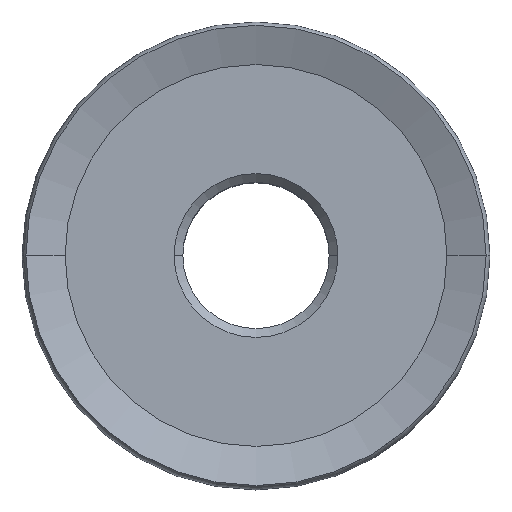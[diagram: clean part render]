
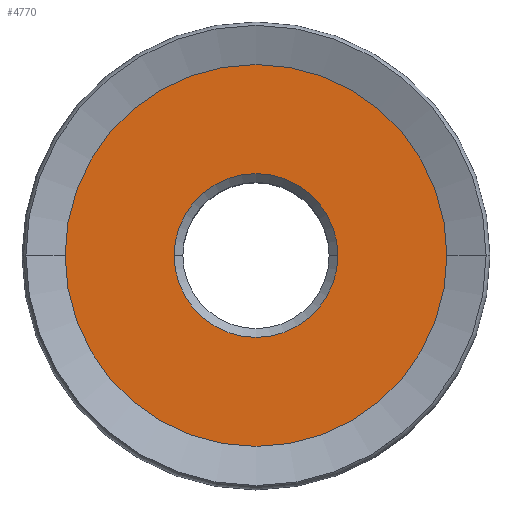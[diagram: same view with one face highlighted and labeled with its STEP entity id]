
A CAD part, top view. The second image highlights one B-rep face of the part: STEP entity #4770.
In plain terms, the highlighted planar face has unit normal (0, 0, 1).
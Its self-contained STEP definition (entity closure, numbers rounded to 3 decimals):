
#695 = ORIENTED_EDGE ( 'NONE', *, *, #1235, .T. ) ;
#696 = ORIENTED_EDGE ( 'NONE', *, *, #5056, .T. ) ;
#697 = ORIENTED_EDGE ( 'NONE', *, *, #5057, .T. ) ;
#698 = ORIENTED_EDGE ( 'NONE', *, *, #1232, .T. ) ;
#969 = EDGE_LOOP ( 'NONE', ( #697, #698 ) ) ;
#979 = EDGE_LOOP ( 'NONE', ( #695, #696 ) ) ;
#1232 = EDGE_CURVE ( 'NONE', #5822, #5818, #7119, .T. ) ;
#1235 = EDGE_CURVE ( 'NONE', #5817, #5821, #7122, .T. ) ;
#3332 = AXIS2_PLACEMENT_3D ( 'NONE', #3575, #3573, #3579 ) ;
#3348 = AXIS2_PLACEMENT_3D ( 'NONE', #3736, #3737, #3738 ) ;
#3349 = AXIS2_PLACEMENT_3D ( 'NONE', #3740, #3741, #3742 ) ;
#3573 = DIRECTION ( 'NONE',  ( 0., 0., -1. ) ) ;
#3575 = CARTESIAN_POINT ( 'NONE',  ( 0., 5., 5.05 ) ) ;
#3577 = PLANE ( 'NONE',  #3332 ) ;
#3579 = DIRECTION ( 'NONE',  ( -1., 0., 0. ) ) ;
#3736 = CARTESIAN_POINT ( 'NONE',  ( 0., 0., 5.05 ) ) ;
#3737 = DIRECTION ( 'NONE',  ( 0., 0., -1. ) ) ;
#3738 = DIRECTION ( 'NONE',  ( -1., 0., 0. ) ) ;
#3740 = CARTESIAN_POINT ( 'NONE',  ( 0., 0., 5.05 ) ) ;
#3741 = DIRECTION ( 'NONE',  ( 0., 0., 1. ) ) ;
#3742 = DIRECTION ( 'NONE',  ( 1., 0., 0. ) ) ;
#4304 = CARTESIAN_POINT ( 'NONE',  ( 6.528, 0., 5.05 ) ) ;
#4307 = CARTESIAN_POINT ( 'NONE',  ( 2.8, 0., 5.05 ) ) ;
#4309 = CARTESIAN_POINT ( 'NONE',  ( -2.8, 0., 5.05 ) ) ;
#4310 = CARTESIAN_POINT ( 'NONE',  ( -6.528, 0., 5.05 ) ) ;
#4770 = ADVANCED_FACE ( 'NONE', ( #7379, #7384 ), #3577, .F. ) ;
#5056 = EDGE_CURVE ( 'NONE', #5821, #5817, #7397, .T. ) ;
#5057 = EDGE_CURVE ( 'NONE', #5818, #5822, #7401, .T. ) ;
#5817 = VERTEX_POINT ( 'NONE', #4307 ) ;
#5818 = VERTEX_POINT ( 'NONE', #4304 ) ;
#5821 = VERTEX_POINT ( 'NONE', #4309 ) ;
#5822 = VERTEX_POINT ( 'NONE', #4310 ) ;
#6726 = AXIS2_PLACEMENT_3D ( 'NONE', #7713, #7714, #7715 ) ;
#6729 = AXIS2_PLACEMENT_3D ( 'NONE', #7725, #7726, #7727 ) ;
#7119 = CIRCLE ( 'NONE', #6726, 6.528 ) ;
#7122 = CIRCLE ( 'NONE', #6729, 2.8 ) ;
#7379 = FACE_BOUND ( 'NONE', #979, .T. ) ;
#7384 = FACE_OUTER_BOUND ( 'NONE', #969, .T. ) ;
#7397 = CIRCLE ( 'NONE', #3348, 2.8 ) ;
#7401 = CIRCLE ( 'NONE', #3349, 6.528 ) ;
#7713 = CARTESIAN_POINT ( 'NONE',  ( 0., 0., 5.05 ) ) ;
#7714 = DIRECTION ( 'NONE',  ( 0., 0., 1. ) ) ;
#7715 = DIRECTION ( 'NONE',  ( 1., 0., 0. ) ) ;
#7725 = CARTESIAN_POINT ( 'NONE',  ( 0., 0., 5.05 ) ) ;
#7726 = DIRECTION ( 'NONE',  ( 0., 0., -1. ) ) ;
#7727 = DIRECTION ( 'NONE',  ( -1., 0., 0. ) ) ;
